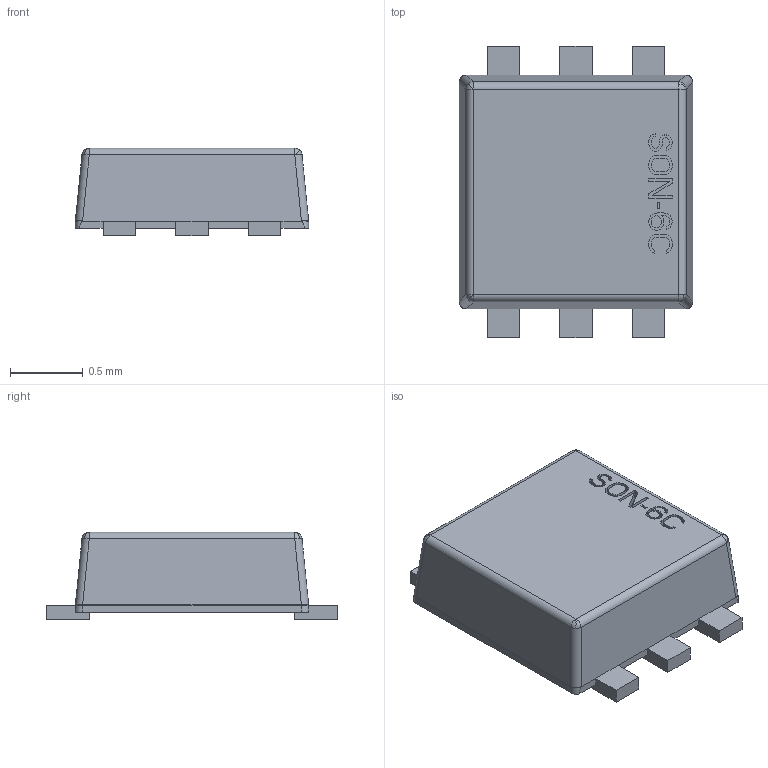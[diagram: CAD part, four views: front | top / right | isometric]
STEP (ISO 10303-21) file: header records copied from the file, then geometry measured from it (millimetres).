
FILE_DESCRIPTION (( 'STEP AP214' ), '1' );
FILE_NAME ('User Library-SON6C.STEP', '2020-07-03T19:51:00', ( '' ), ( '' ), 'SwSTEP 2.0', 'SolidWorks 2020', '' );
FILE_SCHEMA (( 'AUTOMOTIVE_DESIGN' ));
Length unit declared in the file: millimetre
Products named in the file (1): User Library-SON6C
Bounding box: 1.6 x 2 x 0.6 mm (x, y, z)
Volume: 1.4 mm3; surface area: 9.3 mm2
Topology: 1 solids, 1 shells, 302 faces, 854 edges, 546 vertices
Faces by surface type: plane 272, bspline 16, cylinder 14
Entity records: 10116 total; most frequent: CARTESIAN_POINT 1951, ORIENTED_EDGE 1676, DIRECTION 1450, EDGE_CURVE 838, VECTOR 784, LINE 784, VERTEX_POINT 546, AXIS2_PLACEMENT_3D 333
